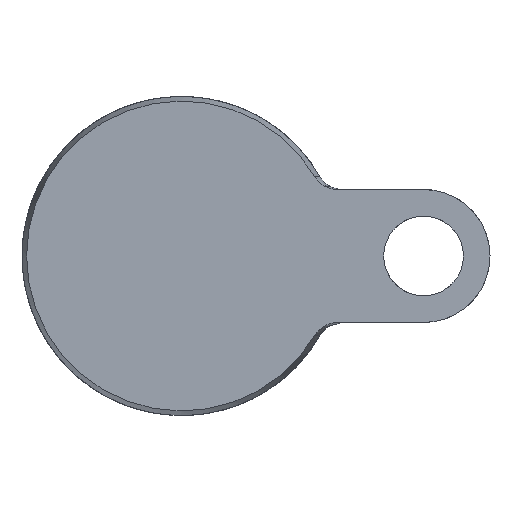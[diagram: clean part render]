
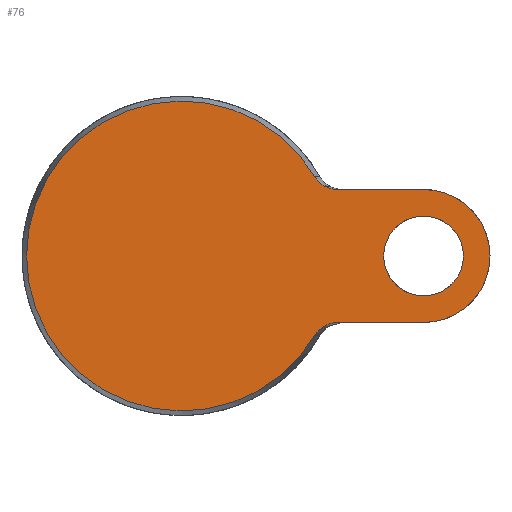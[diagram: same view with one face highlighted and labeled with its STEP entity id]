
A CAD part, front view. The second image highlights one B-rep face of the part: STEP entity #76.
In plain terms, the highlighted planar face has unit normal (0, -1, 0).
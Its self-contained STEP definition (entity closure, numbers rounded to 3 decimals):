
#3 = CARTESIAN_POINT ( 'NONE',  ( 27.871, 0., -12.72 ) ) ;
#20 = VECTOR ( 'NONE', #261, 1000. ) ;
#21 = DIRECTION ( 'NONE',  ( 0., -1., 0. ) ) ;
#66 = ORIENTED_EDGE ( 'NONE', *, *, #945, .F. ) ;
#74 = CARTESIAN_POINT ( 'NONE',  ( 28.503, 0., -12.556 ) ) ;
#76 = ADVANCED_FACE ( 'NONE', ( #613, #446 ), #967, .F. ) ;
#78 = CARTESIAN_POINT ( 'NONE',  ( 27.255, 0., -12.953 ) ) ;
#80 = CARTESIAN_POINT ( 'NONE',  ( 45.5, 0., 7.5 ) ) ;
#95 = DIRECTION ( 'NONE',  ( 0., 0., -1. ) ) ;
#97 = VERTEX_POINT ( 'NONE', #849 ) ;
#141 = AXIS2_PLACEMENT_3D ( 'NONE', #546, #21, #1035 ) ;
#150 = CARTESIAN_POINT ( 'NONE',  ( 25.977, 0., -13.784 ) ) ;
#190 = CARTESIAN_POINT ( 'NONE',  ( -29.143, 0., 0. ) ) ;
#198 = CARTESIAN_POINT ( 'NONE',  ( 25.011, 0., -14.959 ) ) ;
#261 = DIRECTION ( 'NONE',  ( -1., 0., 0. ) ) ;
#267 = CARTESIAN_POINT ( 'NONE',  ( 25.011, 0., -14.959 ) ) ;
#269 = EDGE_LOOP ( 'NONE', ( #850 ) ) ;
#278 = CARTESIAN_POINT ( 'NONE',  ( 29.374, 0., 12.5 ) ) ;
#291 = ORIENTED_EDGE ( 'NONE', *, *, #727, .T. ) ;
#298 = CARTESIAN_POINT ( 'NONE',  ( 15., 0., 12.5 ) ) ;
#346 = CARTESIAN_POINT ( 'NONE',  ( 45.5, 0., 0. ) ) ;
#347 = VERTEX_POINT ( 'NONE', #1084 ) ;
#358 = CARTESIAN_POINT ( 'NONE',  ( 28.933, 0., 12.5 ) ) ;
#364 = CARTESIAN_POINT ( 'NONE',  ( 26.495, 0., 13.38 ) ) ;
#378 = EDGE_CURVE ( 'NONE', #789, #503, #846, .T. ) ;
#410 = VERTEX_POINT ( 'NONE', #198 ) ;
#411 = CARTESIAN_POINT ( 'NONE',  ( 28.933, 0., -12.5 ) ) ;
#426 = EDGE_CURVE ( 'NONE', #97, #441, #894, .T. ) ;
#428 = CARTESIAN_POINT ( 'NONE',  ( 25.237, 0., -14.58 ) ) ;
#430 = ORIENTED_EDGE ( 'NONE', *, *, #541, .T. ) ;
#440 = CARTESIAN_POINT ( 'NONE',  ( 27.659, 0., 12.79 ) ) ;
#441 = VERTEX_POINT ( 'NONE', #716 ) ;
#446 = FACE_BOUND ( 'NONE', #269, .T. ) ;
#450 = AXIS2_PLACEMENT_3D ( 'NONE', #463, #957, #95 ) ;
#453 = CARTESIAN_POINT ( 'NONE',  ( 27.253, 0., 12.954 ) ) ;
#463 = CARTESIAN_POINT ( 'NONE',  ( 45.5, 0., 0. ) ) ;
#483 = B_SPLINE_CURVE_WITH_KNOTS ( 'NONE', 3,
 ( #267, #428, #509, #150, #587, #848, #1016, #78, #681, #3, #74, #411, #769 ),
 .UNSPECIFIED., .F., .F.,
 ( 4, 2, 2, 1, 2, 2, 4 ),
 ( 0., 0.001, 0.002, 0.003, 0.003, 0.004, 0.005 ),
 .UNSPECIFIED. ) ;
#499 = DIRECTION ( 'NONE',  ( 0., 0., 1. ) ) ;
#503 = VERTEX_POINT ( 'NONE', #625 ) ;
#509 = CARTESIAN_POINT ( 'NONE',  ( 25.508, 0., -14.24 ) ) ;
#529 = EDGE_CURVE ( 'NONE', #97, #347, #981, .T. ) ;
#541 = EDGE_CURVE ( 'NONE', #347, #410, #927, .T. ) ;
#546 = CARTESIAN_POINT ( 'NONE',  ( 0., 0., 0. ) ) ;
#581 = VECTOR ( 'NONE', #882, 1000. ) ;
#587 = CARTESIAN_POINT ( 'NONE',  ( 26.146, 0., -13.64 ) ) ;
#600 = DIRECTION ( 'NONE',  ( 0., 0., 1. ) ) ;
#613 = FACE_OUTER_BOUND ( 'NONE', #820, .T. ) ;
#619 = CARTESIAN_POINT ( 'NONE',  ( 25.011, 0., 14.959 ) ) ;
#625 = CARTESIAN_POINT ( 'NONE',  ( 29.374, 0., -12.5 ) ) ;
#634 = AXIS2_PLACEMENT_3D ( 'NONE', #190, #1028, #600 ) ;
#674 = VERTEX_POINT ( 'NONE', #80 ) ;
#675 = CARTESIAN_POINT ( 'NONE',  ( 15., 0., -12.5 ) ) ;
#681 = CARTESIAN_POINT ( 'NONE',  ( 27.662, 0., -12.789 ) ) ;
#691 = CIRCLE ( 'NONE', #915, 7.5 ) ;
#692 = CARTESIAN_POINT ( 'NONE',  ( 26.144, 0., 13.642 ) ) ;
#699 = CARTESIAN_POINT ( 'NONE',  ( 25.507, 0., 14.24 ) ) ;
#710 = CARTESIAN_POINT ( 'NONE',  ( 26.678, 0., 13.261 ) ) ;
#716 = CARTESIAN_POINT ( 'NONE',  ( 45.5, 0., 12.5 ) ) ;
#727 = EDGE_CURVE ( 'NONE', #410, #503, #483, .T. ) ;
#743 = EDGE_CURVE ( 'NONE', #674, #674, #691, .T. ) ;
#764 = CARTESIAN_POINT ( 'NONE',  ( 45.5, 0., -12.5 ) ) ;
#769 = CARTESIAN_POINT ( 'NONE',  ( 29.374, 0., -12.5 ) ) ;
#781 = CARTESIAN_POINT ( 'NONE',  ( 27.869, 0., 12.721 ) ) ;
#789 = VERTEX_POINT ( 'NONE', #764 ) ;
#794 = CARTESIAN_POINT ( 'NONE',  ( 27.057, 0., 13.048 ) ) ;
#800 = CARTESIAN_POINT ( 'NONE',  ( 28.502, 0., 12.556 ) ) ;
#820 = EDGE_LOOP ( 'NONE', ( #926, #1029, #430, #291, #989, #66 ) ) ;
#836 = DIRECTION ( 'NONE',  ( 0., 1., 0. ) ) ;
#846 = LINE ( 'NONE', #675, #20 ) ;
#848 = CARTESIAN_POINT ( 'NONE',  ( 26.497, 0., -13.379 ) ) ;
#849 = CARTESIAN_POINT ( 'NONE',  ( 29.374, 0., 12.5 ) ) ;
#850 = ORIENTED_EDGE ( 'NONE', *, *, #743, .T. ) ;
#882 = DIRECTION ( 'NONE',  ( 1., 0., 0. ) ) ;
#894 = LINE ( 'NONE', #298, #581 ) ;
#915 = AXIS2_PLACEMENT_3D ( 'NONE', #346, #836, #499 ) ;
#926 = ORIENTED_EDGE ( 'NONE', *, *, #426, .F. ) ;
#927 = CIRCLE ( 'NONE', #141, 29.143 ) ;
#928 = CIRCLE ( 'NONE', #450, 12.5 ) ;
#945 = EDGE_CURVE ( 'NONE', #441, #789, #928, .T. ) ;
#957 = DIRECTION ( 'NONE',  ( 0., 1., 0. ) ) ;
#966 = CARTESIAN_POINT ( 'NONE',  ( 25.237, 0., 14.58 ) ) ;
#967 = PLANE ( 'NONE',  #634 ) ;
#981 = B_SPLINE_CURVE_WITH_KNOTS ( 'NONE', 3,
 ( #278, #358, #800, #781, #440, #453, #794, #710, #364, #692, #1056, #699, #966, #619 ),
 .UNSPECIFIED., .F., .F.,
 ( 4, 2, 2, 2, 2, 2, 4 ),
 ( 0., 0.001, 0.002, 0.003, 0.003, 0.004, 0.005 ),
 .UNSPECIFIED. ) ;
#989 = ORIENTED_EDGE ( 'NONE', *, *, #378, .F. ) ;
#1016 = CARTESIAN_POINT ( 'NONE',  ( 26.862, 0., -13.142 ) ) ;
#1028 = DIRECTION ( 'NONE',  ( 0., 1., 0. ) ) ;
#1029 = ORIENTED_EDGE ( 'NONE', *, *, #529, .T. ) ;
#1035 = DIRECTION ( 'NONE',  ( 0., 0., -1. ) ) ;
#1056 = CARTESIAN_POINT ( 'NONE',  ( 25.976, 0., 13.785 ) ) ;
#1084 = CARTESIAN_POINT ( 'NONE',  ( 25.011, 0., 14.959 ) ) ;
